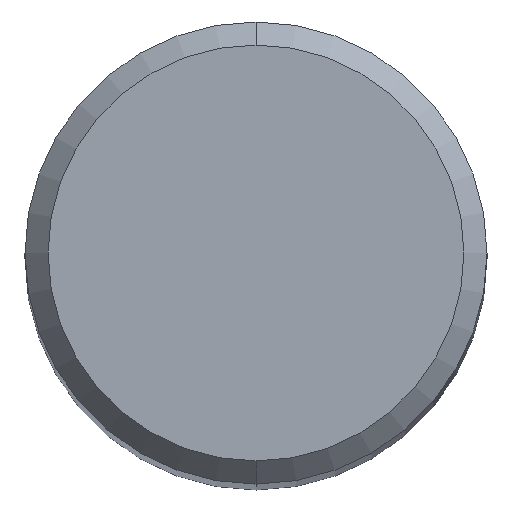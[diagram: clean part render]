
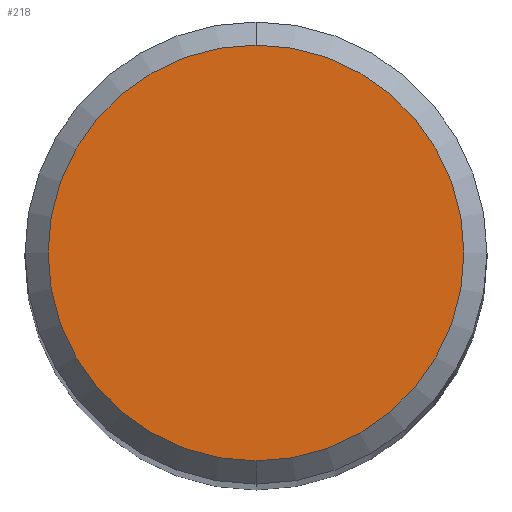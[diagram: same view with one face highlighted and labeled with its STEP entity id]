
A CAD part, top view. The second image highlights one B-rep face of the part: STEP entity #218.
In plain terms, the highlighted planar face has unit normal (0, 0, 1).
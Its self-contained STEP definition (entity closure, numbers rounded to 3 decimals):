
#188=EDGE_CURVE('',#362,#418,#490,.T.);
#196=EDGE_CURVE('',#418,#362,#498,.T.);
#218=ADVANCED_FACE('',(#524),#525,.T.);
#362=VERTEX_POINT('',#683);
#418=VERTEX_POINT('',#745);
#490=CIRCLE('',#848,3.6);
#498=CIRCLE('',#861,3.6);
#524=FACE_OUTER_BOUND('',#895,.T.);
#525=PLANE('',#896);
#683=CARTESIAN_POINT('',(0.0,3.6,0.0));
#745=CARTESIAN_POINT('',(0.,-3.6,0.0));
#848=AXIS2_PLACEMENT_3D('',#1446,#1447,#1448);
#861=AXIS2_PLACEMENT_3D('',#1451,#1452,#1453);
#895=EDGE_LOOP('',(#1490,#1491));
#896=AXIS2_PLACEMENT_3D('',#1492,#1493,#1494);
#1446=CARTESIAN_POINT('',(0.0,0.0,0.0));
#1447=DIRECTION('',(0.0,0.0,-1.0));
#1448=DIRECTION('',(0.0,1.0,0.0));
#1451=CARTESIAN_POINT('',(0.0,0.0,0.0));
#1452=DIRECTION('',(0.0,0.0,-1.0));
#1453=DIRECTION('',(0.0,1.0,0.0));
#1490=ORIENTED_EDGE('',*,*,#188,.F.);
#1491=ORIENTED_EDGE('',*,*,#196,.F.);
#1492=CARTESIAN_POINT('',(0.0,1.8,0.0));
#1493=DIRECTION('',(-0.0,0.0,1.0));
#1494=DIRECTION('',(0.0,-1.0,0.0));
